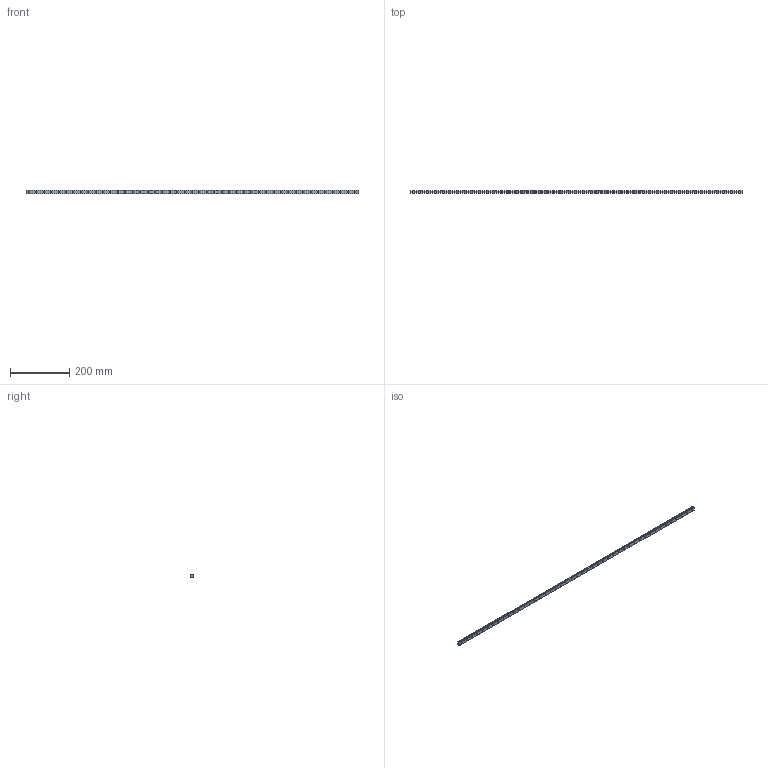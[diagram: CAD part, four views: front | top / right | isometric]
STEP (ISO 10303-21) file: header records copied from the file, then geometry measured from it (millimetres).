
FILE_DESCRIPTION (( 'STEP AP214' ), '1' );
FILE_NAME ('SRS12MSS-1120LM_G10_0_0_0_0_0_1.STEP', '2021-08-10T12:06:07', ( '' ), ( '' ), 'SwSTEP 2.0', 'SolidWorks 2021', '' );
FILE_SCHEMA (( 'AUTOMOTIVE_DESIGN' ));
Length unit declared in the file: millimetre
Products named in the file (2): _SRS12M112010 Track; SRS12MSS-1120LM_G10_0_0_0_0_0_1
Assembly tree (1 placements, depth 2):
  SRS12MSS-1120LM_G10_0_0_0_0_0_1
    _SRS12M112010 Track
Bounding box: 1120 x 7.5 x 12 mm (x, y, z)
Volume: 90868.7 mm3; surface area: 48376.9 mm2
Topology: 1 solids, 1 shells, 244 faces, 591 edges, 394 vertices
Faces by surface type: cylinder 187, plane 57
Entity records: 7595 total; most frequent: DIRECTION 1461, CARTESIAN_POINT 1233, ORIENTED_EDGE 1182, AXIS2_PLACEMENT_3D 622, EDGE_CURVE 591, VERTEX_POINT 394, EDGE_LOOP 379, CIRCLE 374
